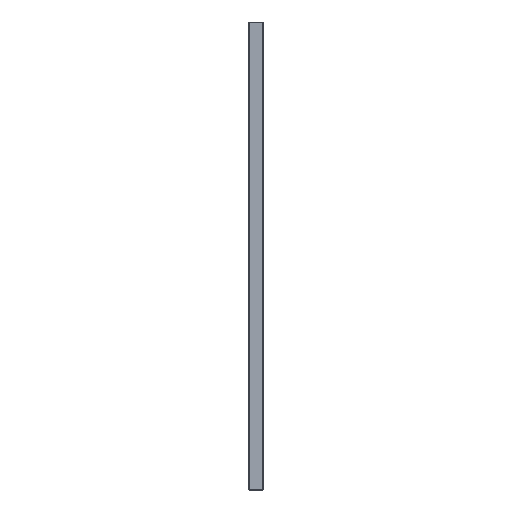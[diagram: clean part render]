
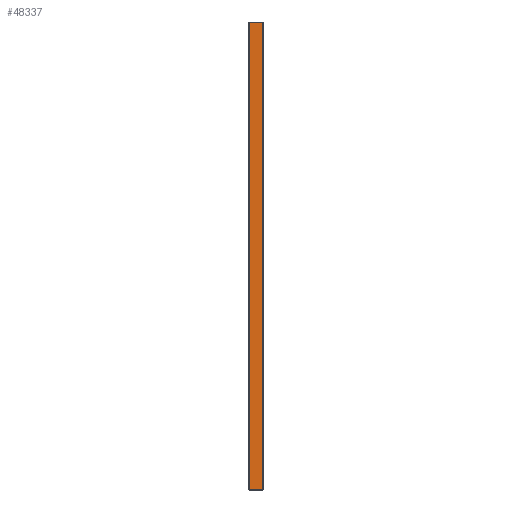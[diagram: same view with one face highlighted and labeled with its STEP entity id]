
A CAD part, front view. The second image highlights one B-rep face of the part: STEP entity #48337.
In plain terms, the highlighted planar face has unit normal (0, -1, 0).
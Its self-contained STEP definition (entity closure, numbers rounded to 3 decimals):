
#37852 = PLANE('',#37853);
#37853 = AXIS2_PLACEMENT_3D('',#37854,#37855,#37856);
#37854 = CARTESIAN_POINT('',(7.5,-15.45,0.05));
#37855 = DIRECTION('',(0.,0.707,0.707));
#37856 = DIRECTION('',(1.,0.,0.));
#38160 = PLANE('',#38161);
#38161 = AXIS2_PLACEMENT_3D('',#38162,#38163,#38164);
#38162 = CARTESIAN_POINT('',(7.5,-15.45,499.95));
#38163 = DIRECTION('',(0.,-0.707,
    0.707));
#38164 = DIRECTION('',(1.,0.,0.));
#38447 = PLANE('',#38448);
#38448 = AXIS2_PLACEMENT_3D('',#38449,#38450,#38451);
#38449 = CARTESIAN_POINT('',(-7.4,-15.4,0.));
#38450 = DIRECTION('',(-0.707,-0.707,
    0.));
#38451 = DIRECTION('',(0.,0.,1.));
#41987 = VERTEX_POINT('',#41988);
#41988 = CARTESIAN_POINT('',(7.4,-15.5,0.1));
#42009 = EDGE_CURVE('',#41987,#42010,#42012,.T.);
#42010 = VERTEX_POINT('',#42011);
#42011 = CARTESIAN_POINT('',(-7.3,-15.5,0.1));
#42012 = SURFACE_CURVE('',#42013,(#42017,#42024),.PCURVE_S1.);
#42013 = LINE('',#42014,#42015);
#42014 = CARTESIAN_POINT('',(7.5,-15.5,0.1));
#42015 = VECTOR('',#42016,1.);
#42016 = DIRECTION('',(-1.,0.,0.));
#42017 = PCURVE('',#37852,#42018);
#42018 = DEFINITIONAL_REPRESENTATION('',(#42019),#42023);
#42019 = LINE('',#42020,#42021);
#42020 = CARTESIAN_POINT('',(0.,-0.071));
#42021 = VECTOR('',#42022,1.);
#42022 = DIRECTION('',(-1.,0.));
#42023 = ( GEOMETRIC_REPRESENTATION_CONTEXT(2) 
PARAMETRIC_REPRESENTATION_CONTEXT() REPRESENTATION_CONTEXT('2D SPACE',''
  ) );
#42024 = PCURVE('',#42025,#42030);
#42025 = PLANE('',#42026);
#42026 = AXIS2_PLACEMENT_3D('',#42027,#42028,#42029);
#42027 = CARTESIAN_POINT('',(7.5,-15.5,0.));
#42028 = DIRECTION('',(0.,-1.,0.));
#42029 = DIRECTION('',(-1.,0.,0.));
#42030 = DEFINITIONAL_REPRESENTATION('',(#42031),#42035);
#42031 = LINE('',#42032,#42033);
#42032 = CARTESIAN_POINT('',(0.,-0.1));
#42033 = VECTOR('',#42034,1.);
#42034 = DIRECTION('',(1.,0.));
#42035 = ( GEOMETRIC_REPRESENTATION_CONTEXT(2) 
PARAMETRIC_REPRESENTATION_CONTEXT() REPRESENTATION_CONTEXT('2D SPACE',''
  ) );
#42302 = VERTEX_POINT('',#42303);
#42303 = CARTESIAN_POINT('',(7.4,-15.5,499.9));
#42324 = EDGE_CURVE('',#42302,#42325,#42327,.T.);
#42325 = VERTEX_POINT('',#42326);
#42326 = CARTESIAN_POINT('',(-7.3,-15.5,499.9));
#42327 = SURFACE_CURVE('',#42328,(#42332,#42339),.PCURVE_S1.);
#42328 = LINE('',#42329,#42330);
#42329 = CARTESIAN_POINT('',(7.5,-15.5,499.9));
#42330 = VECTOR('',#42331,1.);
#42331 = DIRECTION('',(-1.,0.,0.));
#42332 = PCURVE('',#38160,#42333);
#42333 = DEFINITIONAL_REPRESENTATION('',(#42334),#42338);
#42334 = LINE('',#42335,#42336);
#42335 = CARTESIAN_POINT('',(0.,-0.071));
#42336 = VECTOR('',#42337,1.);
#42337 = DIRECTION('',(-1.,0.));
#42338 = ( GEOMETRIC_REPRESENTATION_CONTEXT(2) 
PARAMETRIC_REPRESENTATION_CONTEXT() REPRESENTATION_CONTEXT('2D SPACE',''
  ) );
#42339 = PCURVE('',#42025,#42340);
#42340 = DEFINITIONAL_REPRESENTATION('',(#42341),#42345);
#42341 = LINE('',#42342,#42343);
#42342 = CARTESIAN_POINT('',(0.,-499.9));
#42343 = VECTOR('',#42344,1.);
#42344 = DIRECTION('',(1.,0.));
#42345 = ( GEOMETRIC_REPRESENTATION_CONTEXT(2) 
PARAMETRIC_REPRESENTATION_CONTEXT() REPRESENTATION_CONTEXT('2D SPACE',''
  ) );
#42481 = EDGE_CURVE('',#42010,#42325,#42482,.T.);
#42482 = SURFACE_CURVE('',#42483,(#42487,#42494),.PCURVE_S1.);
#42483 = LINE('',#42484,#42485);
#42484 = CARTESIAN_POINT('',(-7.3,-15.5,0.));
#42485 = VECTOR('',#42486,1.);
#42486 = DIRECTION('',(0.,0.,1.));
#42487 = PCURVE('',#38447,#42488);
#42488 = DEFINITIONAL_REPRESENTATION('',(#42489),#42493);
#42489 = LINE('',#42490,#42491);
#42490 = CARTESIAN_POINT('',(0.,-0.141));
#42491 = VECTOR('',#42492,1.);
#42492 = DIRECTION('',(1.,0.));
#42493 = ( GEOMETRIC_REPRESENTATION_CONTEXT(2) 
PARAMETRIC_REPRESENTATION_CONTEXT() REPRESENTATION_CONTEXT('2D SPACE',''
  ) );
#42494 = PCURVE('',#42025,#42495);
#42495 = DEFINITIONAL_REPRESENTATION('',(#42496),#42500);
#42496 = LINE('',#42497,#42498);
#42497 = CARTESIAN_POINT('',(14.8,0.));
#42498 = VECTOR('',#42499,1.);
#42499 = DIRECTION('',(0.,-1.));
#42500 = ( GEOMETRIC_REPRESENTATION_CONTEXT(2) 
PARAMETRIC_REPRESENTATION_CONTEXT() REPRESENTATION_CONTEXT('2D SPACE',''
  ) );
#47989 = PLANE('',#47990);
#47990 = AXIS2_PLACEMENT_3D('',#47991,#47992,#47993);
#47991 = CARTESIAN_POINT('',(7.45,-15.45,0.));
#47992 = DIRECTION('',(0.707,-0.707,0.));
#47993 = DIRECTION('',(0.,0.,1.));
#48337 = ADVANCED_FACE('',(#48338),#42025,.T.);
#48338 = FACE_BOUND('',#48339,.T.);
#48339 = EDGE_LOOP('',(#48340,#48361,#48362,#48363));
#48340 = ORIENTED_EDGE('',*,*,#48341,.T.);
#48341 = EDGE_CURVE('',#41987,#42302,#48342,.T.);
#48342 = SURFACE_CURVE('',#48343,(#48347,#48354),.PCURVE_S1.);
#48343 = LINE('',#48344,#48345);
#48344 = CARTESIAN_POINT('',(7.4,-15.5,0.));
#48345 = VECTOR('',#48346,1.);
#48346 = DIRECTION('',(0.,0.,1.));
#48347 = PCURVE('',#42025,#48348);
#48348 = DEFINITIONAL_REPRESENTATION('',(#48349),#48353);
#48349 = LINE('',#48350,#48351);
#48350 = CARTESIAN_POINT('',(0.1,0.));
#48351 = VECTOR('',#48352,1.);
#48352 = DIRECTION('',(0.,-1.));
#48353 = ( GEOMETRIC_REPRESENTATION_CONTEXT(2) 
PARAMETRIC_REPRESENTATION_CONTEXT() REPRESENTATION_CONTEXT('2D SPACE',''
  ) );
#48354 = PCURVE('',#47989,#48355);
#48355 = DEFINITIONAL_REPRESENTATION('',(#48356),#48360);
#48356 = LINE('',#48357,#48358);
#48357 = CARTESIAN_POINT('',(0.,0.071));
#48358 = VECTOR('',#48359,1.);
#48359 = DIRECTION('',(1.,0.));
#48360 = ( GEOMETRIC_REPRESENTATION_CONTEXT(2) 
PARAMETRIC_REPRESENTATION_CONTEXT() REPRESENTATION_CONTEXT('2D SPACE',''
  ) );
#48361 = ORIENTED_EDGE('',*,*,#42324,.T.);
#48362 = ORIENTED_EDGE('',*,*,#42481,.F.);
#48363 = ORIENTED_EDGE('',*,*,#42009,.F.);
